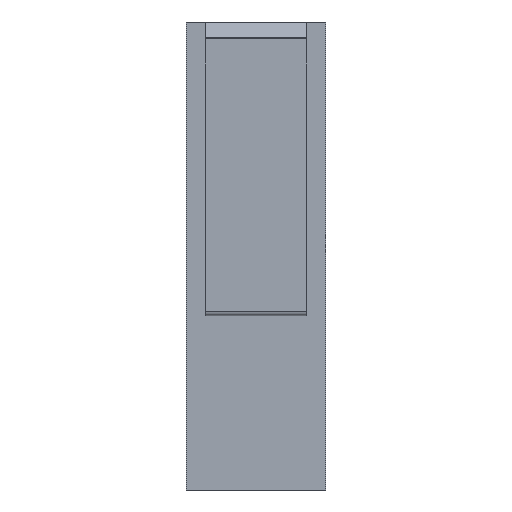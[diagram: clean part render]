
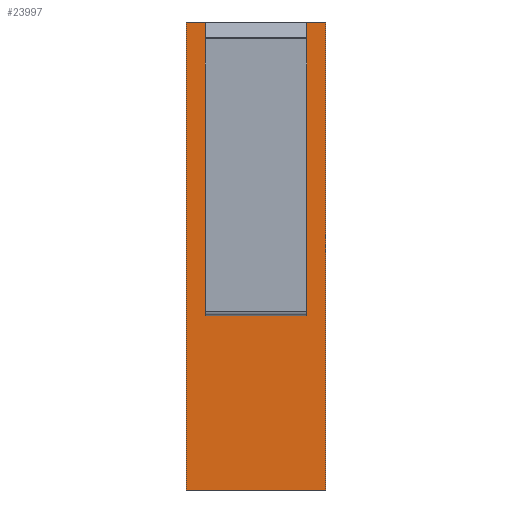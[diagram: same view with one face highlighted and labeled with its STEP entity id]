
A CAD part, front view. The second image highlights one B-rep face of the part: STEP entity #23997.
In plain terms, the highlighted planar face has unit normal (0, -1, 0).
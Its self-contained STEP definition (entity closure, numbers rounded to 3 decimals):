
#16 = DIRECTION ( 'NONE',  ( 0., -1., 0. ) ) ;
#1129 = VERTEX_POINT ( 'NONE', #7858 ) ;
#2025 = CARTESIAN_POINT ( 'NONE',  ( 9.15, 0., 0. ) ) ;
#2261 = CARTESIAN_POINT ( 'NONE',  ( 9.15, 0., -61.2 ) ) ;
#2438 = VECTOR ( 'NONE', #26492, 1000. ) ;
#2513 = EDGE_CURVE ( 'NONE', #7167, #16512, #20835, .T. ) ;
#2662 = EDGE_CURVE ( 'NONE', #28770, #32487, #8116, .T. ) ;
#2830 = ORIENTED_EDGE ( 'NONE', *, *, #6838, .F. ) ;
#3072 = DIRECTION ( 'NONE',  ( 1., 0., 0. ) ) ;
#3172 = VERTEX_POINT ( 'NONE', #2025 ) ;
#3408 = CARTESIAN_POINT ( 'NONE',  ( 6.65, 0., -38.4 ) ) ;
#3635 = CARTESIAN_POINT ( 'NONE',  ( -9.15, 0., -61.2 ) ) ;
#3869 = ORIENTED_EDGE ( 'NONE', *, *, #23692, .F. ) ;
#5535 = DIRECTION ( 'NONE',  ( 0., 0., 1. ) ) ;
#6252 = LINE ( 'NONE', #6939, #18939 ) ;
#6701 = CARTESIAN_POINT ( 'NONE',  ( 9.15, 0., 0. ) ) ;
#6838 = EDGE_CURVE ( 'NONE', #3172, #28770, #12977, .T. ) ;
#6939 = CARTESIAN_POINT ( 'NONE',  ( 6.65, 0., -38.4 ) ) ;
#7027 = LINE ( 'NONE', #13622, #15366 ) ;
#7167 = VERTEX_POINT ( 'NONE', #3408 ) ;
#7678 = AXIS2_PLACEMENT_3D ( 'NONE', #2261, #16, #22528 ) ;
#7858 = CARTESIAN_POINT ( 'NONE',  ( -6.65, 0., -38.4 ) ) ;
#8057 = CARTESIAN_POINT ( 'NONE',  ( -6.65, 0., 0. ) ) ;
#8116 = LINE ( 'NONE', #3635, #25990 ) ;
#8719 = CARTESIAN_POINT ( 'NONE',  ( -9.15, 0., 0. ) ) ;
#9247 = DIRECTION ( 'NONE',  ( 0., 0., -1. ) ) ;
#10079 = PLANE ( 'NONE',  #7678 ) ;
#10337 = CARTESIAN_POINT ( 'NONE',  ( -6.65, 0., 0. ) ) ;
#11161 = CARTESIAN_POINT ( 'NONE',  ( -9.15, 0., 0. ) ) ;
#12662 = ORIENTED_EDGE ( 'NONE', *, *, #24491, .T. ) ;
#12977 = LINE ( 'NONE', #6701, #24124 ) ;
#13622 = CARTESIAN_POINT ( 'NONE',  ( -9.15, 0., 0. ) ) ;
#14043 = DIRECTION ( 'NONE',  ( 1., 0., 0. ) ) ;
#15366 = VECTOR ( 'NONE', #3072, 1000. ) ;
#16512 = VERTEX_POINT ( 'NONE', #21472 ) ;
#16875 = DIRECTION ( 'NONE',  ( -1., 0., 0. ) ) ;
#17036 = ORIENTED_EDGE ( 'NONE', *, *, #2662, .F. ) ;
#17198 = VECTOR ( 'NONE', #22903, 1000. ) ;
#17240 = CARTESIAN_POINT ( 'NONE',  ( -9.15, 0., 0. ) ) ;
#17441 = ORIENTED_EDGE ( 'NONE', *, *, #2513, .F. ) ;
#17902 = EDGE_CURVE ( 'NONE', #32487, #27294, #25024, .T. ) ;
#18445 = VECTOR ( 'NONE', #14043, 1000. ) ;
#18836 = CARTESIAN_POINT ( 'NONE',  ( 9.15, 0., -61.2 ) ) ;
#18939 = VECTOR ( 'NONE', #16875, 1000. ) ;
#19444 = EDGE_CURVE ( 'NONE', #27294, #27569, #25215, .T. ) ;
#19573 = ORIENTED_EDGE ( 'NONE', *, *, #17902, .F. ) ;
#19707 = EDGE_CURVE ( 'NONE', #1129, #27569, #31894, .T. ) ;
#20589 = FACE_OUTER_BOUND ( 'NONE', #25605, .T. ) ;
#20835 = LINE ( 'NONE', #28038, #22425 ) ;
#21472 = CARTESIAN_POINT ( 'NONE',  ( 6.65, 0., 0. ) ) ;
#21905 = ORIENTED_EDGE ( 'NONE', *, *, #19707, .T. ) ;
#22425 = VECTOR ( 'NONE', #5535, 1000. ) ;
#22528 = DIRECTION ( 'NONE',  ( 0., 0., -1. ) ) ;
#22682 = CARTESIAN_POINT ( 'NONE',  ( -9.15, 0., -61.2 ) ) ;
#22903 = DIRECTION ( 'NONE',  ( 0., 0., 1. ) ) ;
#23692 = EDGE_CURVE ( 'NONE', #16512, #3172, #7027, .T. ) ;
#23997 = ADVANCED_FACE ( 'NONE', ( #20589 ), #10079, .T. ) ;
#24124 = VECTOR ( 'NONE', #9247, 1000. ) ;
#24491 = EDGE_CURVE ( 'NONE', #7167, #1129, #6252, .T. ) ;
#25024 = LINE ( 'NONE', #8719, #2438 ) ;
#25215 = LINE ( 'NONE', #11161, #18445 ) ;
#25605 = EDGE_LOOP ( 'NONE', ( #12662, #21905, #28728, #19573, #17036, #2830, #3869, #17441 ) ) ;
#25990 = VECTOR ( 'NONE', #31311, 1000. ) ;
#26492 = DIRECTION ( 'NONE',  ( 0., 0., 1. ) ) ;
#27294 = VERTEX_POINT ( 'NONE', #17240 ) ;
#27569 = VERTEX_POINT ( 'NONE', #8057 ) ;
#28038 = CARTESIAN_POINT ( 'NONE',  ( 6.65, 0., 0. ) ) ;
#28728 = ORIENTED_EDGE ( 'NONE', *, *, #19444, .F. ) ;
#28770 = VERTEX_POINT ( 'NONE', #18836 ) ;
#31311 = DIRECTION ( 'NONE',  ( -1., 0., 0. ) ) ;
#31894 = LINE ( 'NONE', #10337, #17198 ) ;
#32487 = VERTEX_POINT ( 'NONE', #22682 ) ;
